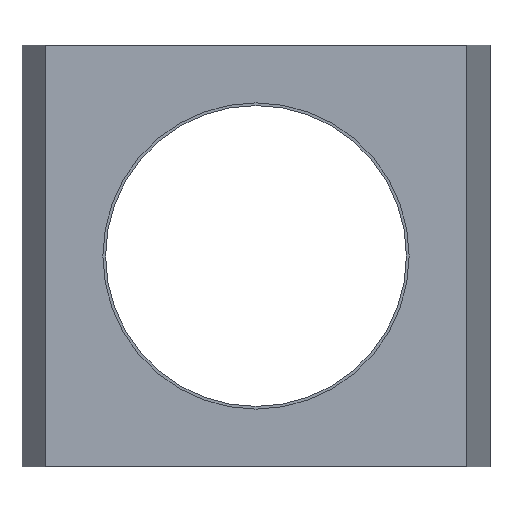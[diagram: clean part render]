
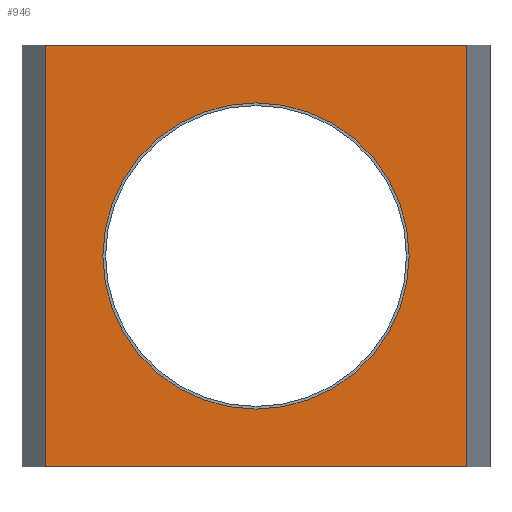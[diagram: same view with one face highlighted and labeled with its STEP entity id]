
A CAD part, front view. The second image highlights one B-rep face of the part: STEP entity #946.
In plain terms, the highlighted planar face has unit normal (0, -1, 0).
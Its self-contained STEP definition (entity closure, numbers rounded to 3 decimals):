
#1 = VECTOR ( 'NONE', #857, 1000. ) ;
#2 = CARTESIAN_POINT ( 'NONE',  ( -315., 0., 315. ) ) ;
#9 = VECTOR ( 'NONE', #823, 1000. ) ;
#20 = EDGE_CURVE ( 'NONE', #690, #325, #262, .T. ) ;
#41 = DIRECTION ( 'NONE',  ( 0., 0., -1. ) ) ;
#47 = EDGE_LOOP ( 'NONE', ( #129, #163, #313, #391 ) ) ;
#74 = LINE ( 'NONE', #2, #9 ) ;
#99 = DIRECTION ( 'NONE',  ( 0., 1., 0. ) ) ;
#106 = CARTESIAN_POINT ( 'NONE',  ( 315., 0., 315. ) ) ;
#129 = ORIENTED_EDGE ( 'NONE', *, *, #497, .T. ) ;
#158 = CIRCLE ( 'NONE', #768, 229. ) ;
#163 = ORIENTED_EDGE ( 'NONE', *, *, #20, .F. ) ;
#189 = VERTEX_POINT ( 'NONE', #427 ) ;
#191 = CARTESIAN_POINT ( 'NONE',  ( -315., 0., 315. ) ) ;
#213 = CARTESIAN_POINT ( 'NONE',  ( 0., 0., 0. ) ) ;
#259 = CARTESIAN_POINT ( 'NONE',  ( -315., 0., -315. ) ) ;
#262 = LINE ( 'NONE', #106, #1 ) ;
#275 = ORIENTED_EDGE ( 'NONE', *, *, #680, .F. ) ;
#313 = ORIENTED_EDGE ( 'NONE', *, *, #920, .F. ) ;
#325 = VERTEX_POINT ( 'NONE', #616 ) ;
#374 = DIRECTION ( 'NONE',  ( 0., -1., 0. ) ) ;
#380 = AXIS2_PLACEMENT_3D ( 'NONE', #770, #99, #619 ) ;
#391 = ORIENTED_EDGE ( 'NONE', *, *, #621, .T. ) ;
#399 = FACE_BOUND ( 'NONE', #647, .T. ) ;
#418 = VECTOR ( 'NONE', #560, 1000. ) ;
#427 = CARTESIAN_POINT ( 'NONE',  ( 0., 0., -229. ) ) ;
#431 = CARTESIAN_POINT ( 'NONE',  ( 0., 0., 229. ) ) ;
#435 = LINE ( 'NONE', #584, #881 ) ;
#441 = DIRECTION ( 'NONE',  ( 0., -1., 0. ) ) ;
#447 = AXIS2_PLACEMENT_3D ( 'NONE', #826, #374, #683 ) ;
#455 = VERTEX_POINT ( 'NONE', #191 ) ;
#474 = FACE_OUTER_BOUND ( 'NONE', #47, .T. ) ;
#497 = EDGE_CURVE ( 'NONE', #769, #325, #850, .T. ) ;
#556 = VERTEX_POINT ( 'NONE', #431 ) ;
#560 = DIRECTION ( 'NONE',  ( 1., 0., 0. ) ) ;
#584 = CARTESIAN_POINT ( 'NONE',  ( -315., 0., 315. ) ) ;
#606 = CARTESIAN_POINT ( 'NONE',  ( -315., 0., -315. ) ) ;
#616 = CARTESIAN_POINT ( 'NONE',  ( 315., 0., -315. ) ) ;
#619 = DIRECTION ( 'NONE',  ( 0., 0., 1. ) ) ;
#621 = EDGE_CURVE ( 'NONE', #455, #769, #435, .T. ) ;
#647 = EDGE_LOOP ( 'NONE', ( #830, #275 ) ) ;
#680 = EDGE_CURVE ( 'NONE', #556, #189, #158, .T. ) ;
#683 = DIRECTION ( 'NONE',  ( 0., 0., -1. ) ) ;
#690 = VERTEX_POINT ( 'NONE', #868 ) ;
#759 = EDGE_CURVE ( 'NONE', #189, #556, #945, .T. ) ;
#768 = AXIS2_PLACEMENT_3D ( 'NONE', #213, #441, #41 ) ;
#769 = VERTEX_POINT ( 'NONE', #606 ) ;
#770 = CARTESIAN_POINT ( 'NONE',  ( -315., 0., 315. ) ) ;
#778 = PLANE ( 'NONE',  #380 ) ;
#807 = DIRECTION ( 'NONE',  ( 0., 0., -1. ) ) ;
#823 = DIRECTION ( 'NONE',  ( 1., 0., 0. ) ) ;
#826 = CARTESIAN_POINT ( 'NONE',  ( 0., 0., 0. ) ) ;
#830 = ORIENTED_EDGE ( 'NONE', *, *, #759, .F. ) ;
#850 = LINE ( 'NONE', #259, #418 ) ;
#857 = DIRECTION ( 'NONE',  ( 0., 0., -1. ) ) ;
#868 = CARTESIAN_POINT ( 'NONE',  ( 315., 0., 315. ) ) ;
#881 = VECTOR ( 'NONE', #807, 1000. ) ;
#920 = EDGE_CURVE ( 'NONE', #455, #690, #74, .T. ) ;
#945 = CIRCLE ( 'NONE', #447, 229. ) ;
#946 = ADVANCED_FACE ( 'NONE', ( #399, #474 ), #778, .F. ) ;
